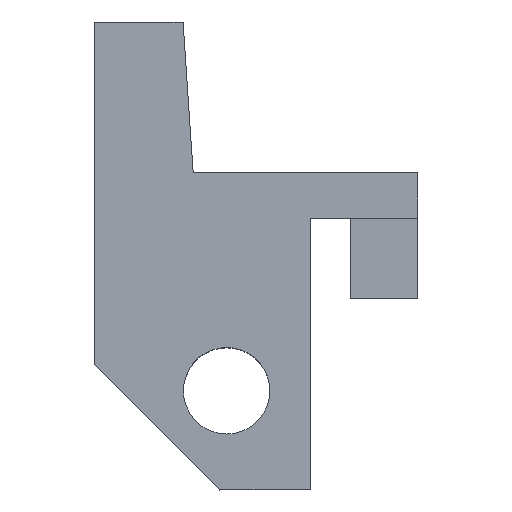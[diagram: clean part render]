
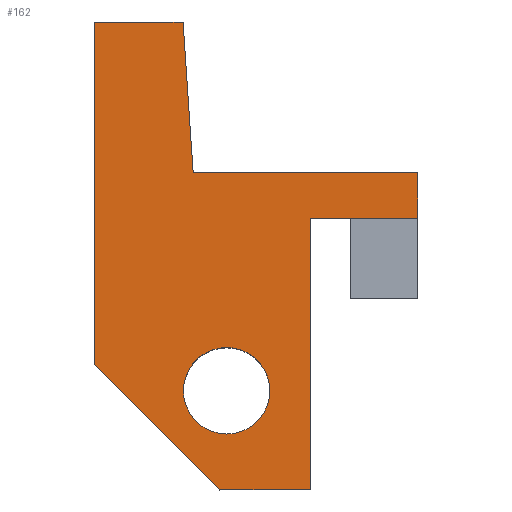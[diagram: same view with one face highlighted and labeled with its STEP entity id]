
A CAD part, top view. The second image highlights one B-rep face of the part: STEP entity #162.
In plain terms, the highlighted planar face has unit normal (0, 0, 1).
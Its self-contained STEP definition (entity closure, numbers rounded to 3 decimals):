
#55=PLANE('',#374);
#71=LINE('',#465,#110);
#75=LINE('',#473,#114);
#78=LINE('',#479,#117);
#81=LINE('',#485,#120);
#84=LINE('',#491,#123);
#87=LINE('',#497,#126);
#90=LINE('',#503,#129);
#101=LINE('',#525,#140);
#107=LINE('',#537,#146);
#110=VECTOR('',#385,1.);
#114=VECTOR('',#391,1.);
#117=VECTOR('',#396,1.);
#120=VECTOR('',#401,1.);
#123=VECTOR('',#406,1.);
#126=VECTOR('',#411,1.);
#129=VECTOR('',#416,1.);
#140=VECTOR('',#433,1.);
#146=VECTOR('',#447,1.);
#162=ADVANCED_FACE('',(#168,#169),#55,.T.);
#168=FACE_BOUND('',#187,.T.);
#169=FACE_BOUND('',#188,.T.);
#187=EDGE_LOOP('',(#261));
#188=EDGE_LOOP('',(#262,#263,#264,#265,#266,#267,#268,#269,#270));
#261=ORIENTED_EDGE('',*,*,#299,.F.);
#262=ORIENTED_EDGE('',*,*,#339,.F.);
#263=ORIENTED_EDGE('',*,*,#333,.F.);
#264=ORIENTED_EDGE('',*,*,#303,.F.);
#265=ORIENTED_EDGE('',*,*,#307,.F.);
#266=ORIENTED_EDGE('',*,*,#310,.F.);
#267=ORIENTED_EDGE('',*,*,#313,.F.);
#268=ORIENTED_EDGE('',*,*,#316,.F.);
#269=ORIENTED_EDGE('',*,*,#319,.F.);
#270=ORIENTED_EDGE('',*,*,#322,.F.);
#271=VERTEX_POINT('',#456);
#275=VERTEX_POINT('',#464);
#276=VERTEX_POINT('',#466);
#278=VERTEX_POINT('',#472);
#280=VERTEX_POINT('',#478);
#282=VERTEX_POINT('',#484);
#284=VERTEX_POINT('',#490);
#286=VERTEX_POINT('',#496);
#288=VERTEX_POINT('',#502);
#294=VERTEX_POINT('',#519);
#299=EDGE_CURVE('',#271,#271,#340,.T.);
#303=EDGE_CURVE('',#275,#276,#71,.T.);
#307=EDGE_CURVE('',#278,#275,#75,.T.);
#310=EDGE_CURVE('',#280,#278,#78,.T.);
#313=EDGE_CURVE('',#282,#280,#81,.T.);
#316=EDGE_CURVE('',#284,#282,#84,.T.);
#319=EDGE_CURVE('',#286,#284,#87,.T.);
#322=EDGE_CURVE('',#288,#286,#90,.T.);
#333=EDGE_CURVE('',#276,#294,#101,.T.);
#339=EDGE_CURVE('',#294,#288,#107,.T.);
#340=CIRCLE('',#357,1.29);
#357=AXIS2_PLACEMENT_3D('',#455,#377,#378);
#374=AXIS2_PLACEMENT_3D('',#539,#450,#451);
#377=DIRECTION('',(0.,0.,1.));
#378=DIRECTION('',(1.,0.,0.));
#385=DIRECTION('',(1.,0.,0.));
#391=DIRECTION('',(0.067,-0.998,0.));
#396=DIRECTION('',(1.,0.,0.));
#401=DIRECTION('',(0.,1.,0.));
#406=DIRECTION('',(-0.707,0.707,0.));
#411=DIRECTION('',(-1.,0.,0.));
#416=DIRECTION('',(0.,-1.,0.));
#433=DIRECTION('',(0.,-1.,0.));
#447=DIRECTION('',(-1.,0.,0.));
#450=DIRECTION('',(0.,0.,1.));
#451=DIRECTION('',(1.,0.,0.));
#455=CARTESIAN_POINT('',(3.95,-11.,5.95));
#456=CARTESIAN_POINT('',(5.24,-11.,5.95));
#464=CARTESIAN_POINT('',(2.95,-4.5,5.95));
#465=CARTESIAN_POINT('',(2.95,-4.5,5.95));
#466=CARTESIAN_POINT('',(9.65,-4.5,5.95));
#472=CARTESIAN_POINT('',(2.65,0.,5.95));
#473=CARTESIAN_POINT('',(2.65,0.,5.95));
#478=CARTESIAN_POINT('',(0.,0.,5.95));
#479=CARTESIAN_POINT('',(0.,0.,5.95));
#484=CARTESIAN_POINT('',(0.,-10.207,5.95));
#485=CARTESIAN_POINT('',(0.,-10.207,5.95));
#490=CARTESIAN_POINT('',(3.743,-13.95,5.95));
#491=CARTESIAN_POINT('',(3.743,-13.95,5.95));
#496=CARTESIAN_POINT('',(6.45,-13.95,5.95));
#497=CARTESIAN_POINT('',(6.45,-13.95,5.95));
#502=CARTESIAN_POINT('',(6.45,-5.85,5.95));
#503=CARTESIAN_POINT('',(6.45,-5.85,5.95));
#519=CARTESIAN_POINT('',(9.65,-5.85,5.95));
#525=CARTESIAN_POINT('',(9.65,-4.5,5.95));
#537=CARTESIAN_POINT('',(9.65,-5.85,5.95));
#539=CARTESIAN_POINT('',(-0.483,-14.648,5.95));
